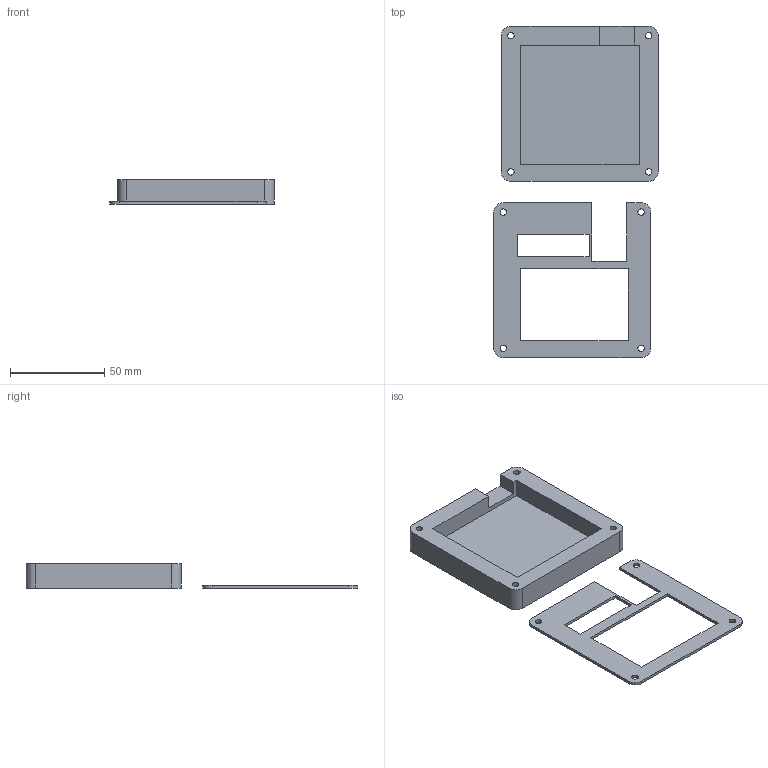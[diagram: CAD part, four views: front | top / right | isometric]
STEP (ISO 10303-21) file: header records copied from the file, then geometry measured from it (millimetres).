
FILE_DESCRIPTION(/* description */ (''),/* implementation_level */ '2;1');
FILE_NAME(/* name */ 'Top+Bottom.step',/* time_stamp */ '2025-12-31T16:17:28+05:30',/* author */ (''),/* organization */ (''),/* preprocessor_version */ 'ST-DEVELOPER v20.1',/* originating_system */ 'Autodesk Translation Framework v14.21.0.0',/* authorisation */ '');
FILE_SCHEMA (('AUTOMOTIVE_DESIGN { 1 0 10303 214 3 1 1 }'));
Length unit declared in the file: millimetre
Products named in the file (3): 2025-12-31-16-13-15-108; 2025-12-13-21-16-28-020; 2025-12-20-21-31-23-553
Assembly tree (2 placements, depth 2):
  2025-12-31-16-13-15-108
    2025-12-13-21-16-28-020
    2025-12-20-21-31-23-553
Bounding box: 87.04 x 175.52 x 13.2 mm (x, y, z)
Volume: 51785.3 mm3; surface area: 28935.7 mm2
Topology: 2 solids, 2 shells, 481 faces, 1341 edges, 894 vertices
Faces by surface type: bspline 293, plane 168, cylinder 20
Full cylindrical faces by diameter (mm): 3.4 x8, 6 x4
Entity records: 18190 total; most frequent: CARTESIAN_POINT 7702, ORIENTED_EDGE 2682, EDGE_CURVE 1341, DIRECTION 1181, VERTEX_POINT 894, LINE 715, VECTOR 715, B_SPLINE_CURVE_WITH_KNOTS 586
